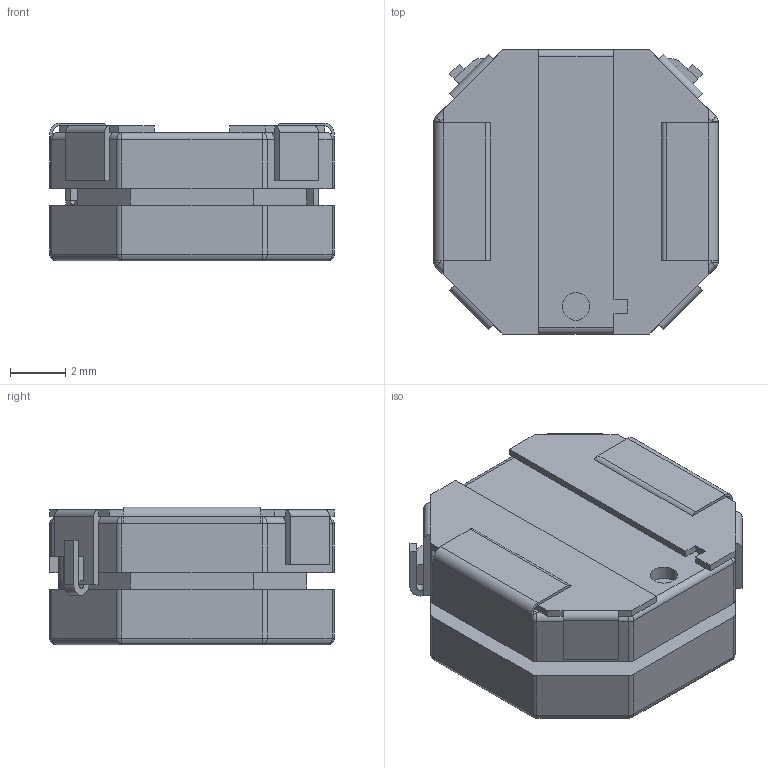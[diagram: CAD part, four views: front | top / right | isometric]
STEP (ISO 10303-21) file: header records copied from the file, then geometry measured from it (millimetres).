
FILE_DESCRIPTION (( 'STEP AP214' ), '1' );
FILE_NAME ('DD1274AS-H-100M=P3.STEP', '2022-09-07T07:39:09', ( '' ), ( '' ), 'SwSTEP 2.0', 'SolidWorks 2018', '' );
FILE_SCHEMA (( 'AUTOMOTIVE_DESIGN' ));
Length unit declared in the file: millimetre
Products named in the file (1): DD1274AS-H-100M=P3
Bounding box: 10.3 x 10.3 x 5 mm (x, y, z)
Volume: 436.1 mm3; surface area: 676.9 mm2
Topology: 7 solids, 7 shells, 211 faces, 532 edges, 330 vertices
Faces by surface type: plane 131, cylinder 64, sphere 16
Entity records: 8494 total; most frequent: DIRECTION 1078, CARTESIAN_POINT 1066, ORIENTED_EDGE 1048, EDGE_CURVE 524, LINE 394, VECTOR 394, AXIS2_PLACEMENT_3D 342, VERTEX_POINT 330
